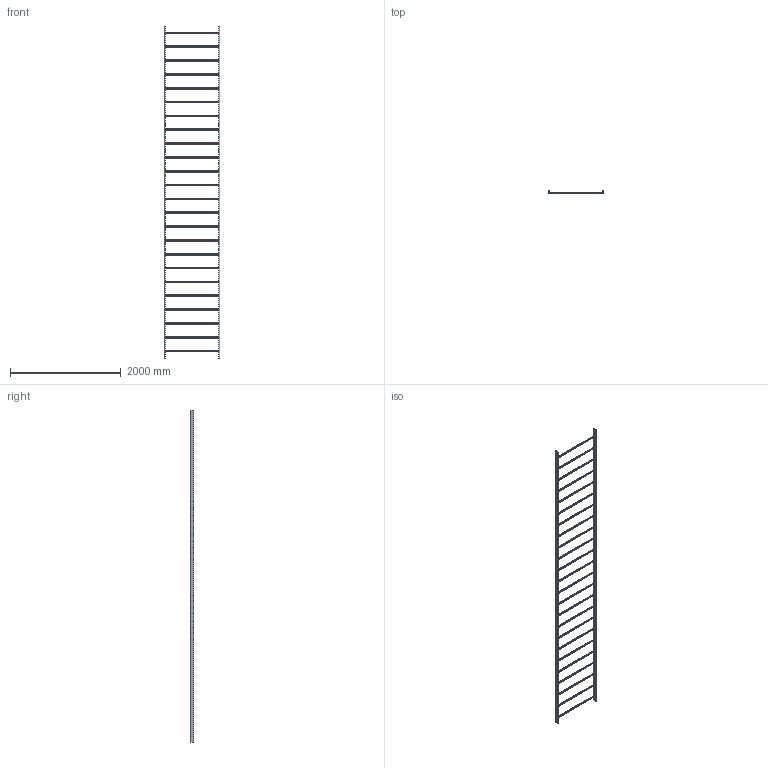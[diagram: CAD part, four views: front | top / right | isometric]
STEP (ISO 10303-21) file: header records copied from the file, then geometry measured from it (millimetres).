
FILE_DESCRIPTION (( 'STEP AP203' ), '1' );
FILE_NAME ('10-02-1218.STEP', '2013-05-02T08:48:42', ( 'asennus' ), ( '' ), 'SwSTEP 2.0', 'SolidWorks 2013', '' );
FILE_SCHEMA (( 'CONFIG_CONTROL_DESIGN' ));
Products named in the file (1): 10-02-1218
Bounding box: 1000 x 60 x 6000 mm (x, y, z)
Volume: 3021973.4 mm3; surface area: 6133292.2 mm2
Topology: 26 solids, 26 shells, 5108 faces, 14016 edges, 8960 vertices
Faces by surface type: plane 2892, cylinder 2216
Entity records: 165119 total; most frequent: DIRECTION 28666, CARTESIAN_POINT 28085, ORIENTED_EDGE 28032, EDGE_CURVE 14016, LINE 9584, VECTOR 9584, AXIS2_PLACEMENT_3D 9541, VERTEX_POINT 8960
